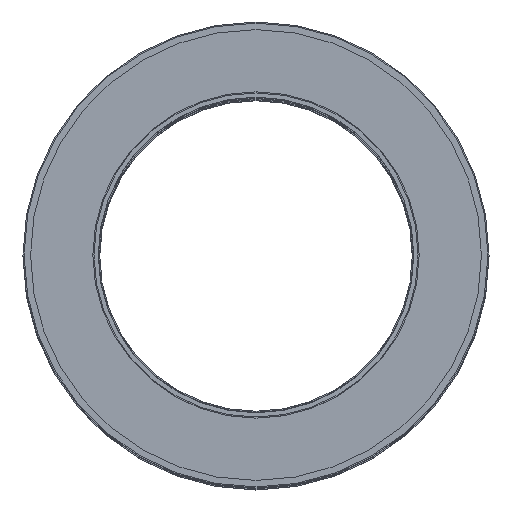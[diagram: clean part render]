
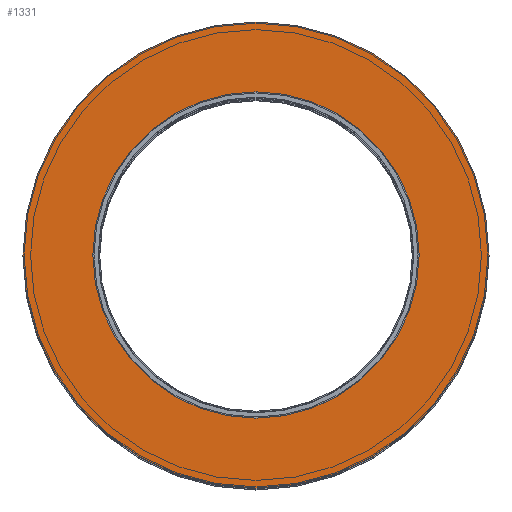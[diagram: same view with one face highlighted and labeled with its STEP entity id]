
A CAD part, top view. The second image highlights one B-rep face of the part: STEP entity #1331.
In plain terms, the highlighted planar face has unit normal (0, 0, 1).
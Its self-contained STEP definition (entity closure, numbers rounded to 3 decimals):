
#5 = EDGE_LOOP ( 'NONE', ( #7, #6 ) ) ;
#6 = ORIENTED_EDGE ( 'NONE', *, *, #1343, .F. ) ;
#7 = ORIENTED_EDGE ( 'NONE', *, *, #62, .F. ) ;
#9 = ORIENTED_EDGE ( 'NONE', *, *, #10, .T. ) ;
#10 = EDGE_CURVE ( 'NONE', #85, #84, #443, .T. ) ;
#11 = EDGE_LOOP ( 'NONE', ( #12, #9 ) ) ;
#12 = ORIENTED_EDGE ( 'NONE', *, *, #83, .T. ) ;
#62 = EDGE_CURVE ( 'NONE', #63, #64, #588, .T. ) ;
#63 = VERTEX_POINT ( 'NONE', #583 ) ;
#64 = VERTEX_POINT ( 'NONE', #582 ) ;
#83 = EDGE_CURVE ( 'NONE', #84, #85, #604, .T. ) ;
#84 = VERTEX_POINT ( 'NONE', #599 ) ;
#85 = VERTEX_POINT ( 'NONE', #598 ) ;
#439 = DIRECTION ( 'NONE',  ( 1., 0., 0. ) ) ;
#440 = DIRECTION ( 'NONE',  ( 0., 0., 1. ) ) ;
#441 = CARTESIAN_POINT ( 'NONE',  ( 0., 0., 500. ) ) ;
#442 = AXIS2_PLACEMENT_3D ( 'NONE', #441, #440, #439 ) ;
#443 = CIRCLE ( 'NONE', #442, 206.75 ) ;
#582 = CARTESIAN_POINT ( 'NONE',  ( -144.75, 0., 500. ) ) ;
#583 = CARTESIAN_POINT ( 'NONE',  ( 144.75, 0., 500. ) ) ;
#584 = DIRECTION ( 'NONE',  ( 1., 0., 0. ) ) ;
#585 = DIRECTION ( 'NONE',  ( 0., 0., 1. ) ) ;
#586 = CARTESIAN_POINT ( 'NONE',  ( 0., 0., 500. ) ) ;
#587 = AXIS2_PLACEMENT_3D ( 'NONE', #586, #585, #584 ) ;
#588 = CIRCLE ( 'NONE', #587, 144.75 ) ;
#598 = CARTESIAN_POINT ( 'NONE',  ( -206.75, 0., 500. ) ) ;
#599 = CARTESIAN_POINT ( 'NONE',  ( 206.75, 0., 500. ) ) ;
#600 = DIRECTION ( 'NONE',  ( 1., 0., 0. ) ) ;
#601 = DIRECTION ( 'NONE',  ( 0., 0., 1. ) ) ;
#602 = CARTESIAN_POINT ( 'NONE',  ( 0., 0., 500. ) ) ;
#603 = AXIS2_PLACEMENT_3D ( 'NONE', #602, #601, #600 ) ;
#604 = CIRCLE ( 'NONE', #603, 206.75 ) ;
#1247 = CARTESIAN_POINT ( 'NONE',  ( 0., 144.75, 500. ) ) ;
#1248 = PLANE ( 'NONE',  #1307 ) ;
#1249 = FACE_BOUND ( 'NONE', #5, .T. ) ;
#1254 = FACE_OUTER_BOUND ( 'NONE', #11, .T. ) ;
#1294 = DIRECTION ( 'NONE',  ( 1., 0., 0. ) ) ;
#1295 = DIRECTION ( 'NONE',  ( 0., 0., 1. ) ) ;
#1296 = CARTESIAN_POINT ( 'NONE',  ( 0., 0., 500. ) ) ;
#1297 = AXIS2_PLACEMENT_3D ( 'NONE', #1296, #1295, #1294 ) ;
#1298 = CIRCLE ( 'NONE', #1297, 144.75 ) ;
#1305 = DIRECTION ( 'NONE',  ( 1., 0., 0. ) ) ;
#1306 = DIRECTION ( 'NONE',  ( 0., 0., 1. ) ) ;
#1307 = AXIS2_PLACEMENT_3D ( 'NONE', #1247, #1306, #1305 ) ;
#1331 = ADVANCED_FACE ( 'NONE', ( #1254, #1249 ), #1248, .T. ) ;
#1343 = EDGE_CURVE ( 'NONE', #64, #63, #1298, .T. ) ;
